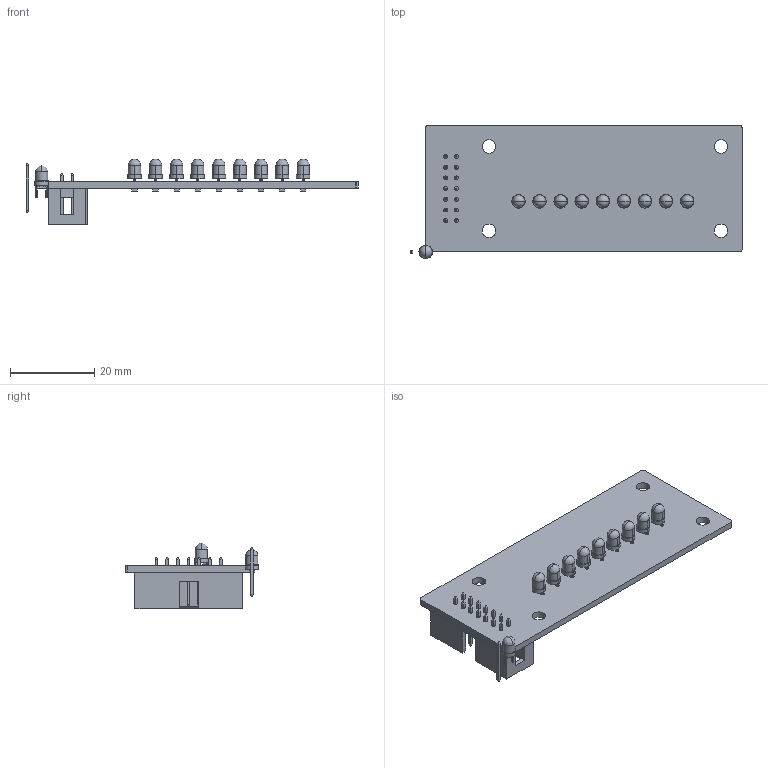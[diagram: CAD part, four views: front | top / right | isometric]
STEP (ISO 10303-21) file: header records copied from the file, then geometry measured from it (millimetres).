
FILE_DESCRIPTION(('HOOPS Exchange Step'),'2;1');
FILE_NAME('export-4BE58377-72D6-46DD-A713-0478F8B3C0D8.stp','2024-08-27T16:47:21+02:00',('Engineering'),('Alibre'),'HOOPS Exchange 2023.0','Alibre','Unknown authorisation');
FILE_SCHEMA( ('AP242_MANAGED_MODEL_BASED_3D_ENGINEERING_MIM_LF {1 0 10303 442 1 1 4 }') );
Length unit declared in the file: millimetre
Products named in the file (8): 6907-5 CNC 530 status board - Board; 6907-8 CNC 530 status board - LED 3MM; 6907-7 CNC 530 status board - 6120xx21621_PIN; 6907-6 CNC 530 status board - 61201421621; 6907-2 CNC 530 status board; 6907-4 CNC 530 status board; 6907-3 CNC 530 status board; 6907-1 CNC 530 status board
Assembly tree (36 placements, depth 4):
  6907-1 CNC 530 status board
    6907-5 CNC 530 status board - Board
    6907-3 CNC 530 status board
      6907-8 CNC 530 status board - LED 3MM  x9
      6907-2 CNC 530 status board
        6907-7 CNC 530 status board - 6120xx21621_PIN  x14
        6907-6 CNC 530 status board - 61201421621
      6907-4 CNC 530 status board  x9
Bounding box: 78.72 x 31.6 x 15.57 mm (x, y, z)
Volume: 4764.3 mm3; surface area: 7529.3 mm2
Topology: 37 solids, 37 shells, 1538 faces, 3822 edges, 2370 vertices
Faces by surface type: plane 687, cylinder 651, sphere 140, torus 60
Entity records: 13019 total; most frequent: DIRECTION 2112, CARTESIAN_POINT 1984, ORIENTED_EDGE 1924, EDGE_CURVE 962, AXIS2_PLACEMENT_3D 735, VECTOR 642, LINE 642, CONTEXT_DEPENDENT_OVER_RIDING_STYLED_ITEM 609
